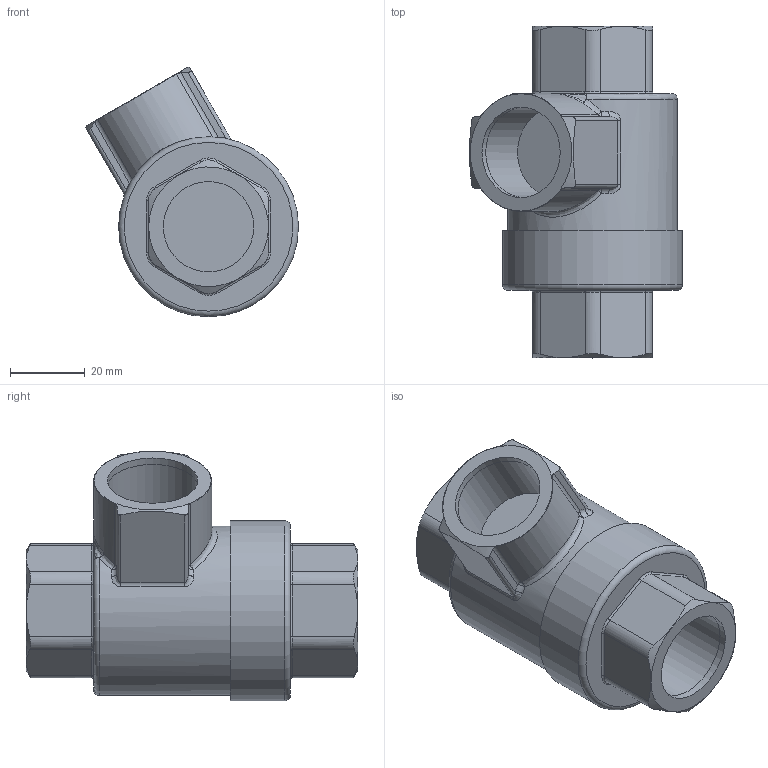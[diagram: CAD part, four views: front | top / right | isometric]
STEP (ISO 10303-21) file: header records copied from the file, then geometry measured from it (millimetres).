
FILE_DESCRIPTION(/* description */ ('Unknown'),/* implementation_level */ '2;1');
FILE_NAME(/* name */ 'QE.3;4',/* time_stamp */ '2020-06-09T09:45:57-04:00',/* author */ ('Unknown'),/* organization */ ('Unknown'),/* preprocessor_version */ 'ST-DEVELOPER v16.7',/* originating_system */ 'Solid Edge',/* authorisation */ 'Unknown');
FILE_SCHEMA (('AUTOMOTIVE_DESIGN {1 0 10303 214 3 1 1}'));
Length unit declared in the file: millimetre
Products named in the file (1): QE.3;4
Bounding box: 56.83 x 88.5 x 66.55 mm (x, y, z)
Volume: 108523.5 mm3; surface area: 21209.8 mm2
Topology: 1 solids, 1 shells, 109 faces, 255 edges, 150 vertices
Faces by surface type: cylinder 44, plane 27, torus 18, bspline 13, sphere 4, cone 3
Full cylindrical faces by diameter (mm): 24.117 x6, 45.2 x1, 48 x1
Entity records: 4566 total; most frequent: CARTESIAN_POINT 1514, ORIENTED_EDGE 468, DIRECTION 454, EDGE_CURVE 234, AXIS2_PLACEMENT_3D 193, VERTEX_POINT 145, EDGE_LOOP 127, FACE_BOUND 127
